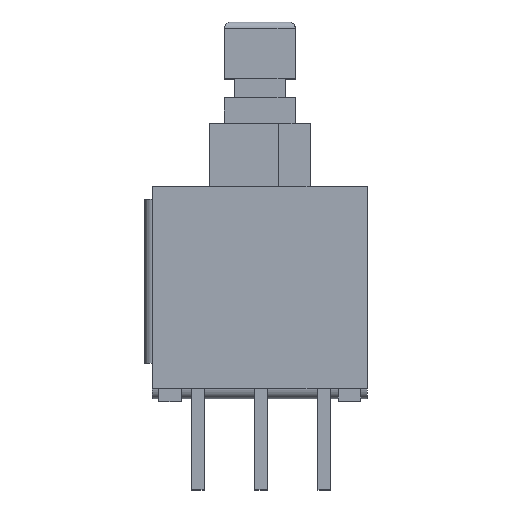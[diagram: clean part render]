
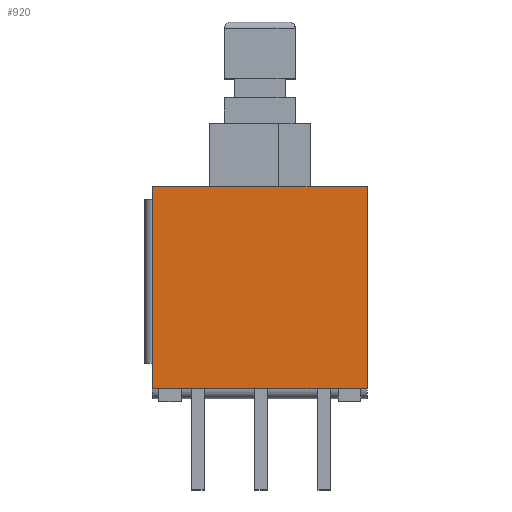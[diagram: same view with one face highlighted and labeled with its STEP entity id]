
A CAD part, top view. The second image highlights one B-rep face of the part: STEP entity #920.
In plain terms, the highlighted face is planar.
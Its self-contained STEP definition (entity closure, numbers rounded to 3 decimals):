
#127 = PLANE ( 'NONE',  #1049 ) ;
#235 = VECTOR ( 'NONE', #4115, 1000. ) ;
#390 = CARTESIAN_POINT ( 'NONE',  ( 4.25, -4.25, 0.5 ) ) ;
#481 = EDGE_CURVE ( 'NONE', #2233, #5415, #741, .T. ) ;
#550 = CARTESIAN_POINT ( 'NONE',  ( 4.25, 4.25, -7.5 ) ) ;
#560 = EDGE_CURVE ( 'NONE', #2233, #4792, #1046, .T. ) ;
#640 = EDGE_CURVE ( 'NONE', #4792, #3993, #3111, .T. ) ;
#673 = ORIENTED_EDGE ( 'NONE', *, *, #640, .F. ) ;
#741 = LINE ( 'NONE', #1801, #235 ) ;
#920 = ADVANCED_FACE ( 'NONE', ( #2546 ), #127, .T. ) ;
#1046 = LINE ( 'NONE', #1292, #2021 ) ;
#1049 = AXIS2_PLACEMENT_3D ( 'NONE', #4873, #5774, #1980 ) ;
#1292 = CARTESIAN_POINT ( 'NONE',  ( 4.25, 4.25, -7.92 ) ) ;
#1356 = ORIENTED_EDGE ( 'NONE', *, *, #560, .F. ) ;
#1801 = CARTESIAN_POINT ( 'NONE',  ( 4.25, -4.675, 0.5 ) ) ;
#1822 = DIRECTION ( 'NONE',  ( 0., 0., -1. ) ) ;
#1880 = DIRECTION ( 'NONE',  ( 0., -1., 0. ) ) ;
#1980 = DIRECTION ( 'NONE',  ( 0., 0., -1. ) ) ;
#2021 = VECTOR ( 'NONE', #1822, 1000. ) ;
#2225 = CARTESIAN_POINT ( 'NONE',  ( 4.25, -4.25, -7.5 ) ) ;
#2233 = VERTEX_POINT ( 'NONE', #4160 ) ;
#2546 = FACE_OUTER_BOUND ( 'NONE', #6108, .T. ) ;
#3111 = LINE ( 'NONE', #5651, #5618 ) ;
#3263 = ORIENTED_EDGE ( 'NONE', *, *, #481, .T. ) ;
#3729 = EDGE_CURVE ( 'NONE', #3993, #5415, #4243, .T. ) ;
#3867 = CARTESIAN_POINT ( 'NONE',  ( 4.25, -4.25, 1.32 ) ) ;
#3993 = VERTEX_POINT ( 'NONE', #2225 ) ;
#4115 = DIRECTION ( 'NONE',  ( 0., -1., 0. ) ) ;
#4160 = CARTESIAN_POINT ( 'NONE',  ( 4.25, 4.25, 0.5 ) ) ;
#4243 = LINE ( 'NONE', #3867, #5992 ) ;
#4792 = VERTEX_POINT ( 'NONE', #550 ) ;
#4873 = CARTESIAN_POINT ( 'NONE',  ( 4.25, -4.675, 0.9 ) ) ;
#5415 = VERTEX_POINT ( 'NONE', #390 ) ;
#5618 = VECTOR ( 'NONE', #1880, 1000. ) ;
#5651 = CARTESIAN_POINT ( 'NONE',  ( 4.25, 4.675, -7.5 ) ) ;
#5700 = DIRECTION ( 'NONE',  ( 0., 0., 1. ) ) ;
#5774 = DIRECTION ( 'NONE',  ( 1., 0., 0. ) ) ;
#5904 = ORIENTED_EDGE ( 'NONE', *, *, #3729, .F. ) ;
#5992 = VECTOR ( 'NONE', #5700, 1000. ) ;
#6108 = EDGE_LOOP ( 'NONE', ( #5904, #673, #1356, #3263 ) ) ;
